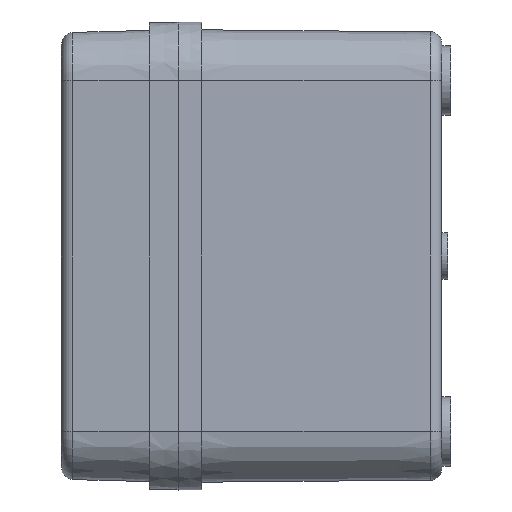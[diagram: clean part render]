
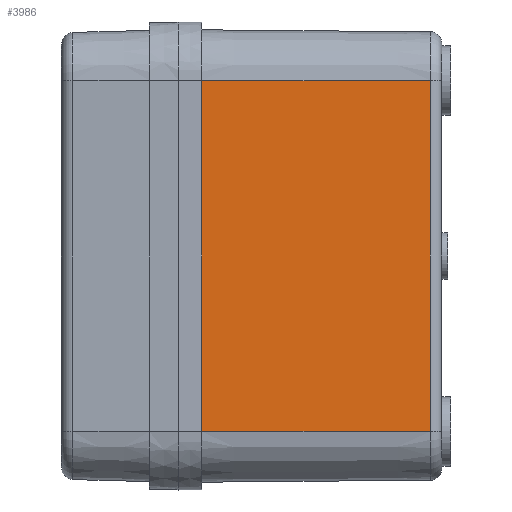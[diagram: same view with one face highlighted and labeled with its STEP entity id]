
A CAD part, left-side view. The second image highlights one B-rep face of the part: STEP entity #3986.
In plain terms, the highlighted planar face has unit normal (-1, -0.009, 0).
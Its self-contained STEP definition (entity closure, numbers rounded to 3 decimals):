
#80 = PLANE ( 'NONE',  #4085 ) ;
#103 = EDGE_CURVE ( 'NONE', #11306, #514, #311, .T. ) ;
#311 = LINE ( 'NONE', #10792, #7802 ) ;
#514 = VERTEX_POINT ( 'NONE', #6087 ) ;
#841 = LINE ( 'NONE', #7629, #8695 ) ;
#1268 = EDGE_CURVE ( 'NONE', #11368, #4570, #9213, .T. ) ;
#1458 = FACE_OUTER_BOUND ( 'NONE', #6766, .T. ) ;
#1795 = DIRECTION ( 'NONE',  ( -1., -0.009, 0. ) ) ;
#2355 = CARTESIAN_POINT ( 'NONE',  ( -68.7, 0., -30. ) ) ;
#3221 = ORIENTED_EDGE ( 'NONE', *, *, #103, .T. ) ;
#3966 = EDGE_CURVE ( 'NONE', #4570, #514, #9073, .T. ) ;
#3986 = ADVANCED_FACE ( 'NONE', ( #1458 ), #80, .T. ) ;
#4085 = AXIS2_PLACEMENT_3D ( 'NONE', #9771, #1795, #4193 ) ;
#4193 = DIRECTION ( 'NONE',  ( 0.009, -1., 0. ) ) ;
#4570 = VERTEX_POINT ( 'NONE', #8245 ) ;
#6087 = CARTESIAN_POINT ( 'NONE',  ( -68.665, -4., 30. ) ) ;
#6766 = EDGE_LOOP ( 'NONE', ( #8546, #11001, #3221, #8166 ) ) ;
#6867 = DIRECTION ( 'NONE',  ( 0., 0., 1. ) ) ;
#6908 = DIRECTION ( 'NONE',  ( -0.009, 1., 0. ) ) ;
#7247 = DIRECTION ( 'NONE',  ( -0.009, 1., 0. ) ) ;
#7558 = DIRECTION ( 'NONE',  ( 0., 0., 1. ) ) ;
#7629 = CARTESIAN_POINT ( 'NONE',  ( -68.325, -43.017, 30. ) ) ;
#7802 = VECTOR ( 'NONE', #7247, 1000. ) ;
#8166 = ORIENTED_EDGE ( 'NONE', *, *, #3966, .F. ) ;
#8245 = CARTESIAN_POINT ( 'NONE',  ( -68.665, -4., -30. ) ) ;
#8546 = ORIENTED_EDGE ( 'NONE', *, *, #1268, .F. ) ;
#8695 = VECTOR ( 'NONE', #7558, 1000. ) ;
#8794 = VECTOR ( 'NONE', #6908, 1000. ) ;
#8879 = CARTESIAN_POINT ( 'NONE',  ( -68.325, -43.017, 30. ) ) ;
#9073 = LINE ( 'NONE', #9617, #9089 ) ;
#9089 = VECTOR ( 'NONE', #6867, 1000. ) ;
#9213 = LINE ( 'NONE', #2355, #8794 ) ;
#9501 = EDGE_CURVE ( 'NONE', #11368, #11306, #841, .T. ) ;
#9617 = CARTESIAN_POINT ( 'NONE',  ( -68.665, -4., -30. ) ) ;
#9771 = CARTESIAN_POINT ( 'NONE',  ( -68.7, 0., -30. ) ) ;
#10571 = CARTESIAN_POINT ( 'NONE',  ( -68.325, -43.017, -30. ) ) ;
#10792 = CARTESIAN_POINT ( 'NONE',  ( -68.7, 0., 30. ) ) ;
#11001 = ORIENTED_EDGE ( 'NONE', *, *, #9501, .T. ) ;
#11306 = VERTEX_POINT ( 'NONE', #8879 ) ;
#11368 = VERTEX_POINT ( 'NONE', #10571 ) ;
